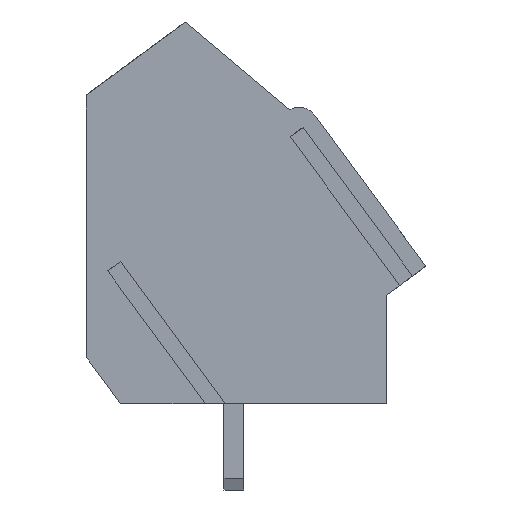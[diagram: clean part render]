
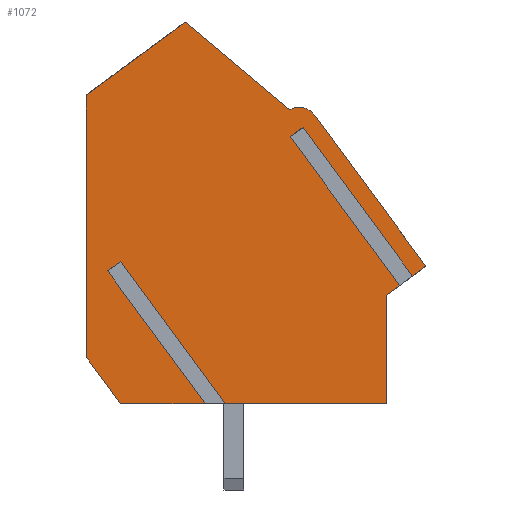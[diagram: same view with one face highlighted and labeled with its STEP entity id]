
A CAD part, left-side view. The second image highlights one B-rep face of the part: STEP entity #1072.
In plain terms, the highlighted planar face has unit normal (-1, 0, 0).
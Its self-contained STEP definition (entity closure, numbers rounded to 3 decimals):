
#1072=ADVANCED_FACE('',(#5553),#5555,.T.);
#5553=FACE_BOUND('',#5554,.T.);
#5554=EDGE_LOOP('',(#9291,#9292,#9293,#9294,#9295,#9296,#9297,#9298,#9299,#9300,
#9301,#9302,#9303,#9304,#9305,#9306,#9307));
#5555=PLANE('',#5556);
#5556=AXIS2_PLACEMENT_3D('',#5557,#5558,#5559);
#5557=CARTESIAN_POINT('',(-2.5,0.,0.));
#5558=DIRECTION('',(-1.,0.,0.));
#5559=DIRECTION('',(0.,0.,-1.));
#9291=ORIENTED_EDGE('',*,*,#11981,.T.);
#9292=ORIENTED_EDGE('',*,*,#11982,.T.);
#9293=ORIENTED_EDGE('',*,*,#11983,.T.);
#9294=ORIENTED_EDGE('',*,*,#11912,.T.);
#9295=ORIENTED_EDGE('',*,*,#11984,.T.);
#9296=ORIENTED_EDGE('',*,*,#11985,.T.);
#9297=ORIENTED_EDGE('',*,*,#11986,.T.);
#9298=ORIENTED_EDGE('',*,*,#11980,.T.);
#9299=ORIENTED_EDGE('',*,*,#11987,.T.);
#9300=ORIENTED_EDGE('',*,*,#11988,.T.);
#9301=ORIENTED_EDGE('',*,*,#11989,.T.);
#9302=ORIENTED_EDGE('',*,*,#11990,.T.);
#9303=ORIENTED_EDGE('',*,*,#11991,.T.);
#9304=ORIENTED_EDGE('',*,*,#11992,.T.);
#9305=ORIENTED_EDGE('',*,*,#11993,.T.);
#9306=ORIENTED_EDGE('',*,*,#11994,.T.);
#9307=ORIENTED_EDGE('',*,*,#11995,.T.);
#11912=EDGE_CURVE('',#13241,#13239,#13242,.T.);
#11980=EDGE_CURVE('',#13234,#13375,#13377,.T.);
#11981=EDGE_CURVE('',#13378,#13379,#13380,.F.);
#11982=EDGE_CURVE('',#13379,#13381,#13382,.T.);
#11983=EDGE_CURVE('',#13381,#13241,#13383,.T.);
#11984=EDGE_CURVE('',#13239,#13384,#13385,.F.);
#11985=EDGE_CURVE('',#13384,#13386,#13387,.T.);
#11986=EDGE_CURVE('',#13386,#13234,#13388,.F.);
#11987=EDGE_CURVE('',#13375,#13389,#13390,.T.);
#11988=EDGE_CURVE('',#13389,#13391,#13392,.T.);
#11989=EDGE_CURVE('',#13391,#13393,#13394,.T.);
#11990=EDGE_CURVE('',#13393,#13395,#13396,.T.);
#11991=EDGE_CURVE('',#13395,#13397,#13398,.T.);
#11992=EDGE_CURVE('',#13397,#13399,#13400,.T.);
#11993=EDGE_CURVE('',#13399,#13401,#13402,.T.);
#11994=EDGE_CURVE('',#13401,#13403,#13404,.F.);
#11995=EDGE_CURVE('',#13403,#13378,#13405,.T.);
#13234=VERTEX_POINT('',#15423);
#13239=VERTEX_POINT('',#15432);
#13241=VERTEX_POINT('',#15436);
#13242=LINE('',#15437,#15438);
#13375=VERTEX_POINT('',#15704);
#13377=LINE('',#15708,#15709);
#13378=VERTEX_POINT('',#15711);
#13379=VERTEX_POINT('',#15712);
#13380=LINE('',#15713,#15714);
#13381=VERTEX_POINT('',#15716);
#13382=LINE('',#15717,#15718);
#13383=LINE('',#15720,#15721);
#13384=VERTEX_POINT('',#15723);
#13385=LINE('',#15724,#15725);
#13386=VERTEX_POINT('',#15727);
#13387=LINE('',#15728,#15729);
#13388=LINE('',#15731,#15732);
#13389=VERTEX_POINT('',#15734);
#13390=LINE('',#15735,#15736);
#13391=VERTEX_POINT('',#15738);
#13392=CIRCLE('',#15739,0.8);
#13393=VERTEX_POINT('',#15743);
#13394=LINE('',#15744,#15745);
#13395=VERTEX_POINT('',#15747);
#13396=LINE('',#15748,#15749);
#13397=VERTEX_POINT('',#15751);
#13398=LINE('',#15752,#15753);
#13399=VERTEX_POINT('',#15755);
#13400=LINE('',#15756,#15757);
#13401=VERTEX_POINT('',#15759);
#13402=LINE('',#15760,#15761);
#13403=VERTEX_POINT('',#15763);
#13404=LINE('',#15764,#15765);
#13405=LINE('',#15767,#15768);
#15423=CARTESIAN_POINT('',(-2.5,-7.256,5.185));
#15432=CARTESIAN_POINT('',(-2.5,-6.732,4.8));
#15436=CARTESIAN_POINT('',(-2.5,-6.189,4.4));
#15437=CARTESIAN_POINT('',(-2.5,-6.189,4.4));
#15438=VECTOR('',#15439,1.);
#15439=DIRECTION('',(0.,-0.806,0.592));
#15704=CARTESIAN_POINT('',(-2.5,-7.8,5.585));
#15708=CARTESIAN_POINT('',(-2.5,-7.256,5.185));
#15709=VECTOR('',#15710,1.);
#15710=DIRECTION('',(0.,-0.806,0.592));
#15711=CARTESIAN_POINT('',(-2.5,4.599,5.778));
#15712=CARTESIAN_POINT('',(-2.5,0.351,0.));
#15713=CARTESIAN_POINT('',(-2.5,0.351,0.));
#15714=VECTOR('',#15715,1.);
#15715=DIRECTION('',(0.,0.592,0.806));
#15716=CARTESIAN_POINT('',(-2.5,-6.189,0.));
#15717=CARTESIAN_POINT('',(-2.5,0.351,0.));
#15718=VECTOR('',#15719,1.);
#15719=DIRECTION('',(0.,-1.,0.));
#15720=CARTESIAN_POINT('',(-2.5,-6.189,0.));
#15721=VECTOR('',#15722,1.);
#15722=DIRECTION('',(0.,0.,1.));
#15723=CARTESIAN_POINT('',(-2.5,-2.29,10.843));
#15724=CARTESIAN_POINT('',(-2.5,-2.29,10.843));
#15725=VECTOR('',#15726,1.);
#15726=DIRECTION('',(0.,-0.592,-0.806));
#15727=CARTESIAN_POINT('',(-2.5,-2.814,11.228));
#15728=CARTESIAN_POINT('',(-2.5,-2.29,10.843));
#15729=VECTOR('',#15730,1.);
#15730=DIRECTION('',(0.,-0.806,0.592));
#15731=CARTESIAN_POINT('',(-2.5,-7.256,5.185));
#15732=VECTOR('',#15733,1.);
#15733=DIRECTION('',(0.,0.592,0.806));
#15734=CARTESIAN_POINT('',(-2.5,-3.295,11.713));
#15735=CARTESIAN_POINT('',(-2.5,-7.8,5.585));
#15736=VECTOR('',#15737,1.);
#15737=DIRECTION('',(0.,0.592,0.806));
#15738=CARTESIAN_POINT('',(-2.5,-2.261,11.938));
#15739=AXIS2_PLACEMENT_3D('',#15740,#15741,#15742);
#15740=CARTESIAN_POINT('',(-2.5,-2.65,11.239));
#15741=DIRECTION('',(-1.,-0.,-0.));
#15742=DIRECTION('',(0.,-0.806,0.592));
#15743=CARTESIAN_POINT('',(-2.5,1.971,15.5));
#15744=CARTESIAN_POINT('',(-2.5,-2.261,11.938));
#15745=VECTOR('',#15746,1.);
#15746=DIRECTION('',(0.,0.765,0.644));
#15747=CARTESIAN_POINT('',(-2.5,6.,12.538));
#15748=CARTESIAN_POINT('',(-2.5,1.971,15.5));
#15749=VECTOR('',#15750,1.);
#15750=DIRECTION('',(0.,0.806,-0.592));
#15751=CARTESIAN_POINT('',(-2.5,6.,1.902));
#15752=CARTESIAN_POINT('',(-2.5,6.,12.538));
#15753=VECTOR('',#15754,1.);
#15754=DIRECTION('',(0.,0.,-1.));
#15755=CARTESIAN_POINT('',(-2.5,4.602,0.));
#15756=CARTESIAN_POINT('',(-2.5,6.,1.902));
#15757=VECTOR('',#15758,1.);
#15758=DIRECTION('',(0.,-0.592,-0.806));
#15759=CARTESIAN_POINT('',(-2.5,1.158,0.));
#15760=CARTESIAN_POINT('',(-2.5,4.602,0.));
#15761=VECTOR('',#15762,1.);
#15762=DIRECTION('',(0.,-1.,0.));
#15763=CARTESIAN_POINT('',(-2.5,5.122,5.393));
#15764=CARTESIAN_POINT('',(-2.5,5.122,5.393));
#15765=VECTOR('',#15766,1.);
#15766=DIRECTION('',(0.,-0.592,-0.806));
#15767=CARTESIAN_POINT('',(-2.5,5.122,5.393));
#15768=VECTOR('',#15769,1.);
#15769=DIRECTION('',(0.,-0.806,0.592));
